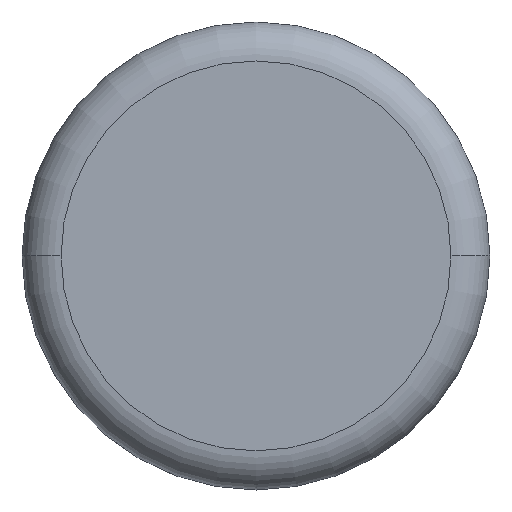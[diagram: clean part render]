
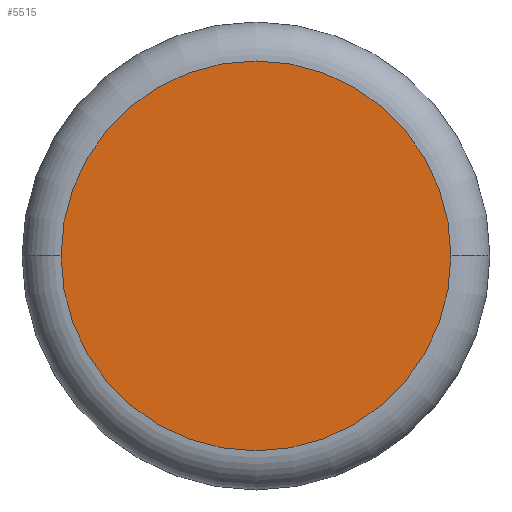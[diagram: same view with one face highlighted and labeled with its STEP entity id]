
A CAD part, top view. The second image highlights one B-rep face of the part: STEP entity #5515.
In plain terms, the highlighted planar face has unit normal (0, 0, 1).
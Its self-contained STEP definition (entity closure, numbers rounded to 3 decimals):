
#183=CARTESIAN_POINT('',(-2.5,0.,5.5));
#184=VERTEX_POINT('',#183);
#194=CARTESIAN_POINT('',(0.0,2.5,5.5));
#195=VERTEX_POINT('',#194);
#196=CARTESIAN_POINT('',(0.0,0.0,5.5));
#197=DIRECTION('',(0.0,0.0,-1.0));
#198=DIRECTION('',(0.0,-1.0,0.0));
#199=AXIS2_PLACEMENT_3D('',#196,#197,#198);
#200=CIRCLE('',#199,2.5);
#201=EDGE_CURVE('',#184,#195,#200,.T.);
#203=CARTESIAN_POINT('',(2.5,0.,5.5));
#204=VERTEX_POINT('',#203);
#205=CARTESIAN_POINT('',(0.0,0.0,5.5));
#206=DIRECTION('',(0.0,0.0,-1.0));
#207=DIRECTION('',(0.0,-1.0,0.0));
#208=AXIS2_PLACEMENT_3D('',#205,#206,#207);
#209=CIRCLE('',#208,2.5);
#210=EDGE_CURVE('',#195,#204,#209,.T.);
#5495=CARTESIAN_POINT('',(0.0,0.0,5.5));
#5496=DIRECTION('',(0.0,0.0,-1.0));
#5497=DIRECTION('',(0.0,-1.0,0.0));
#5498=AXIS2_PLACEMENT_3D('',#5495,#5496,#5497);
#5499=CIRCLE('',#5498,2.5);
#5500=EDGE_CURVE('',#204,#184,#5499,.T.);
#5505=CARTESIAN_POINT('',(0.0,1.5,5.5));
#5506=DIRECTION('',(0.0,0.0,1.0));
#5507=DIRECTION('',(1.0,0.0,0.0));
#5508=AXIS2_PLACEMENT_3D('',#5505,#5506,#5507);
#5509=PLANE('',#5508);
#5510=ORIENTED_EDGE('',*,*,#210,.F.);
#5511=ORIENTED_EDGE('',*,*,#201,.F.);
#5512=ORIENTED_EDGE('',*,*,#5500,.F.);
#5513=EDGE_LOOP('',(#5510,#5511,#5512));
#5514=FACE_OUTER_BOUND('',#5513,.T.);
#5515=ADVANCED_FACE('',(#5514),#5509,.T.);
